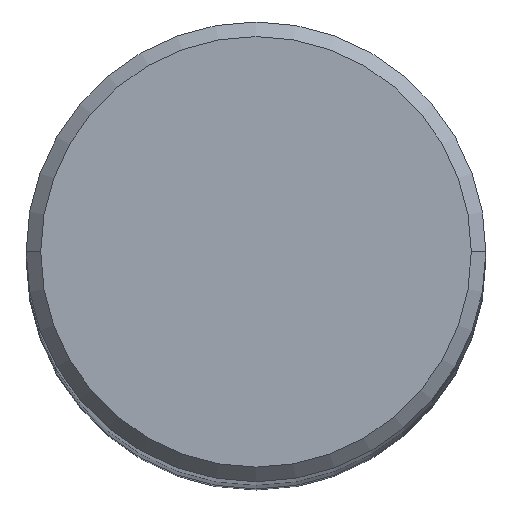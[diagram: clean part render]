
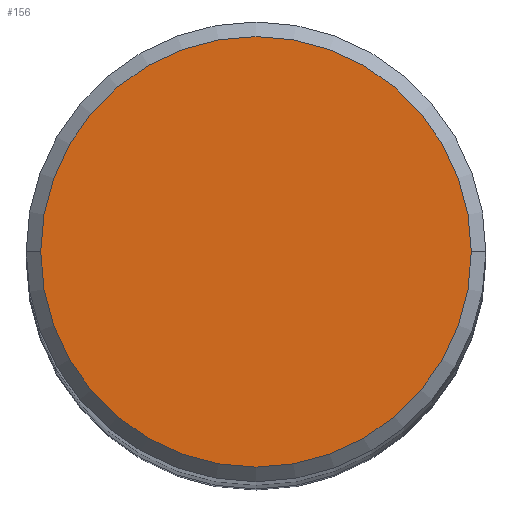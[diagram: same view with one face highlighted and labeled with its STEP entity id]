
A CAD part, top view. The second image highlights one B-rep face of the part: STEP entity #156.
In plain terms, the highlighted planar face has unit normal (0, 0, 1).
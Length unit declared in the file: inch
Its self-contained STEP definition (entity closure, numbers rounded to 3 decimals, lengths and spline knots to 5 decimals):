
#14 = CARTESIAN_POINT ( 'NONE',  ( 0.22122, 0., 5.11811 ) ) ;
#16 = CARTESIAN_POINT ( 'NONE',  ( 0., 0., 5.11811 ) ) ;
#41 = DIRECTION ( 'NONE',  ( 0., 0., 1. ) ) ;
#44 = DIRECTION ( 'NONE',  ( 1., 0., 0. ) ) ;
#79 = AXIS2_PLACEMENT_3D ( 'NONE', #290, #207, #172 ) ;
#98 = CIRCLE ( 'NONE', #226, 0.22122 ) ;
#116 = FACE_OUTER_BOUND ( 'NONE', #231, .T. ) ;
#132 = ORIENTED_EDGE ( 'NONE', *, *, #145, .T. ) ;
#145 = EDGE_CURVE ( 'NONE', #282, #403, #98, .T. ) ;
#156 = ADVANCED_FACE ( 'NONE', ( #116 ), #269, .T. ) ;
#165 = ORIENTED_EDGE ( 'NONE', *, *, #402, .T. ) ;
#172 = DIRECTION ( 'NONE',  ( 1., 0., 0. ) ) ;
#186 = CIRCLE ( 'NONE', #79, 0.22122 ) ;
#199 = DIRECTION ( 'NONE',  ( 1., 0., 0. ) ) ;
#207 = DIRECTION ( 'NONE',  ( 0., 0., 1. ) ) ;
#208 = DIRECTION ( 'NONE',  ( 0., 0., 1. ) ) ;
#226 = AXIS2_PLACEMENT_3D ( 'NONE', #291, #208, #44 ) ;
#231 = EDGE_LOOP ( 'NONE', ( #132, #165 ) ) ;
#269 = PLANE ( 'NONE',  #401 ) ;
#282 = VERTEX_POINT ( 'NONE', #339 ) ;
#290 = CARTESIAN_POINT ( 'NONE',  ( 0., 0., 5.11811 ) ) ;
#291 = CARTESIAN_POINT ( 'NONE',  ( 0., 0., 5.11811 ) ) ;
#339 = CARTESIAN_POINT ( 'NONE',  ( -0.22122, 0., 5.11811 ) ) ;
#401 = AXIS2_PLACEMENT_3D ( 'NONE', #16, #41, #199 ) ;
#402 = EDGE_CURVE ( 'NONE', #403, #282, #186, .T. ) ;
#403 = VERTEX_POINT ( 'NONE', #14 ) ;
